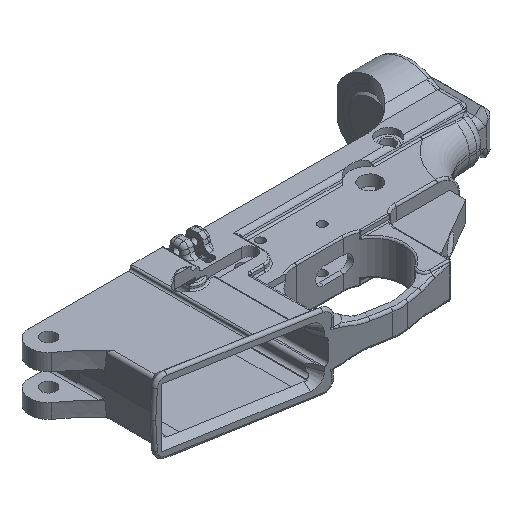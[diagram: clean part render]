
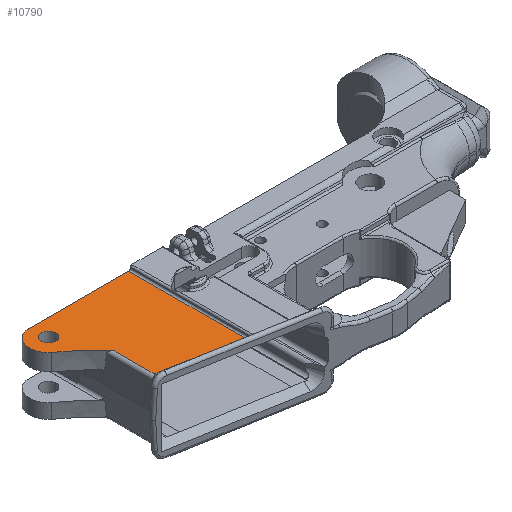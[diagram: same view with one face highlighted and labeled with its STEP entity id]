
A CAD part, isometric view. The second image highlights one B-rep face of the part: STEP entity #10790.
In plain terms, the highlighted planar face has unit normal (0, 0, 1).
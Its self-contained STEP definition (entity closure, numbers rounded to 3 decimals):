
#293=FACE_BOUND('',#2240,.T.);
#486=B_SPLINE_CURVE_WITH_KNOTS('',3,(#23247,#23248,#23249,#23250,#23251,
#23252),.UNSPECIFIED.,.F.,.F.,(4,2,4),(-0.114,-0.051,
0.),.UNSPECIFIED.);
#490=B_SPLINE_CURVE_WITH_KNOTS('',3,(#23320,#23321,#23322,#23323,#23324,
#23325,#23326,#23327,#23328,#23329,#23330,#23331,#23332,#23333,#23334,#23335,
#23336,#23337,#23338),.UNSPECIFIED.,.F.,.F.,(4,3,3,3,3,3,4),(0.,0.4,
0.801,0.926,1.327,1.728,1.859),
 .UNSPECIFIED.);
#994=PLANE('',#11904);
#1590=FACE_OUTER_BOUND('',#2239,.T.);
#2239=EDGE_LOOP('',(#9967,#9968,#9969,#9970,#9971,#9972,#9973,#9974,#9975,
#9976));
#2240=EDGE_LOOP('',(#9977));
#2359=LINE('',#15736,#3136);
#2918=LINE('',#23268,#3695);
#2919=LINE('',#23275,#3696);
#2924=LINE('',#23367,#3701);
#2981=LINE('',#24012,#3758);
#3040=LINE('',#24484,#3817);
#3136=VECTOR('',#12138,37.251);
#3695=VECTOR('',#14371,20.718);
#3696=VECTOR('',#14374,10.);
#3701=VECTOR('',#14387,10.);
#3758=VECTOR('',#14648,35.853);
#3817=VECTOR('',#14831,54.9);
#4282=CIRCLE('',#11738,3.5);
#4284=CIRCLE('',#11742,8.1);
#4340=CIRCLE('',#11905,7.5);
#4459=VERTEX_POINT('',#15733);
#4460=VERTEX_POINT('',#15735);
#5230=VERTEX_POINT('',#23244);
#5231=VERTEX_POINT('',#23246);
#5232=VERTEX_POINT('',#23264);
#5234=VERTEX_POINT('',#23270);
#5236=VERTEX_POINT('',#23279);
#5239=VERTEX_POINT('',#23319);
#5243=VERTEX_POINT('',#23364);
#5244=VERTEX_POINT('',#23366);
#5313=VERTEX_POINT('',#24010);
#5486=EDGE_CURVE('',#4459,#4460,#2359,.T.);
#6701=EDGE_CURVE('',#5230,#5231,#486,.T.);
#6705=EDGE_CURVE('',#5231,#5232,#2918,.T.);
#6707=EDGE_CURVE('',#5234,#5232,#2919,.T.);
#6710=EDGE_CURVE('',#5236,#5236,#4282,.T.);
#6713=EDGE_CURVE('',#5239,#5234,#490,.F.);
#6718=EDGE_CURVE('',#5243,#5244,#2924,.T.);
#6721=EDGE_CURVE('',#5243,#5239,#4284,.T.);
#6848=EDGE_CURVE('',#5313,#5230,#2981,.T.);
#6939=EDGE_CURVE('',#4460,#5313,#3040,.T.);
#6940=EDGE_CURVE('',#5244,#4459,#4340,.T.);
#9967=ORIENTED_EDGE('',*,*,#6940,.F.);
#9968=ORIENTED_EDGE('',*,*,#6718,.F.);
#9969=ORIENTED_EDGE('',*,*,#6721,.T.);
#9970=ORIENTED_EDGE('',*,*,#6713,.T.);
#9971=ORIENTED_EDGE('',*,*,#6707,.T.);
#9972=ORIENTED_EDGE('',*,*,#6705,.F.);
#9973=ORIENTED_EDGE('',*,*,#6701,.F.);
#9974=ORIENTED_EDGE('',*,*,#6848,.F.);
#9975=ORIENTED_EDGE('',*,*,#6939,.F.);
#9976=ORIENTED_EDGE('',*,*,#5486,.F.);
#9977=ORIENTED_EDGE('',*,*,#6710,.F.);
#10790=ADVANCED_FACE('',(#1590,#293),#994,.F.);
#11738=AXIS2_PLACEMENT_3D('',#23281,#14380,#14381);
#11742=AXIS2_PLACEMENT_3D('',#23371,#14393,#14394);
#11904=AXIS2_PLACEMENT_3D('',#24485,#14832,#14833);
#11905=AXIS2_PLACEMENT_3D('',#24486,#14834,#14835);
#12138=DIRECTION('',(1.,0.,0.));
#14371=DIRECTION('',(0.,1.,0.));
#14374=DIRECTION('',(0.574,-0.819,0.));
#14380=DIRECTION('center_axis',(0.,0.,
1.));
#14381=DIRECTION('ref_axis',(1.,0.,0.));
#14387=DIRECTION('',(0.,1.,0.));
#14393=DIRECTION('center_axis',(0.,0.,
1.));
#14394=DIRECTION('ref_axis',(1.,0.,0.));
#14648=DIRECTION('',(-0.985,0.174,0.));
#14831=DIRECTION('',(0.,-1.,0.));
#14832=DIRECTION('center_axis',(0.,0.,
-1.));
#14833=DIRECTION('ref_axis',(0.,-1.,0.));
#14834=DIRECTION('center_axis',(0.,0.,
-1.));
#14835=DIRECTION('ref_axis',(-0.707,0.707,0.));
#15733=CARTESIAN_POINT('',(396.744,168.033,28.017));
#15735=CARTESIAN_POINT('',(444.425,168.033,28.017));
#15736=CARTESIAN_POINT('',(407.173,168.033,28.017));
#23244=CARTESIAN_POINT('',(409.116,119.359,28.017));
#23246=CARTESIAN_POINT('',(408.113,119.207,28.017));
#23247=CARTESIAN_POINT('Ctrl Pts',(409.116,119.359,28.017));
#23248=CARTESIAN_POINT('Ctrl Pts',(408.978,119.383,28.017));
#23249=CARTESIAN_POINT('Ctrl Pts',(408.811,119.39,28.017));
#23250=CARTESIAN_POINT('Ctrl Pts',(408.437,119.324,28.017));
#23251=CARTESIAN_POINT('Ctrl Pts',(408.271,119.271,28.017));
#23252=CARTESIAN_POINT('Ctrl Pts',(408.113,119.207,28.017));
#23264=CARTESIAN_POINT('',(408.113,138.597,28.017));
#23268=CARTESIAN_POINT('',(408.113,119.207,28.017));
#23270=CARTESIAN_POINT('',(406.667,140.662,28.017));
#23275=CARTESIAN_POINT('',(412.142,132.844,28.017));
#23279=CARTESIAN_POINT('',(394.71,159.933,28.017));
#23281=CARTESIAN_POINT('Origin',(398.21,159.933,28.017));
#23319=CARTESIAN_POINT('',(392.656,152.827,28.017));
#23320=CARTESIAN_POINT('Ctrl Pts',(406.667,140.662,28.017));
#23321=CARTESIAN_POINT('Ctrl Pts',(405.751,141.63,28.017));
#23322=CARTESIAN_POINT('Ctrl Pts',(404.815,142.578,28.017));
#23323=CARTESIAN_POINT('Ctrl Pts',(403.859,143.506,28.017));
#23324=CARTESIAN_POINT('Ctrl Pts',(402.9,144.438,28.017));
#23325=CARTESIAN_POINT('Ctrl Pts',(401.922,145.349,28.017));
#23326=CARTESIAN_POINT('Ctrl Pts',(400.924,146.239,28.017));
#23327=CARTESIAN_POINT('Ctrl Pts',(400.612,146.517,28.017));
#23328=CARTESIAN_POINT('Ctrl Pts',(400.298,146.794,28.017));
#23329=CARTESIAN_POINT('Ctrl Pts',(399.982,147.068,28.017));
#23330=CARTESIAN_POINT('Ctrl Pts',(398.974,147.944,28.017));
#23331=CARTESIAN_POINT('Ctrl Pts',(397.948,148.798,28.017));
#23332=CARTESIAN_POINT('Ctrl Pts',(396.904,149.63,28.017));
#23333=CARTESIAN_POINT('Ctrl Pts',(395.86,150.463,28.017));
#23334=CARTESIAN_POINT('Ctrl Pts',(394.799,151.274,28.017));
#23335=CARTESIAN_POINT('Ctrl Pts',(393.72,152.061,28.017));
#23336=CARTESIAN_POINT('Ctrl Pts',(393.367,152.319,28.017));
#23337=CARTESIAN_POINT('Ctrl Pts',(393.013,152.574,28.017));
#23338=CARTESIAN_POINT('Ctrl Pts',(392.656,152.827,28.017));
#23364=CARTESIAN_POINT('',(389.244,159.433,28.017));
#23366=CARTESIAN_POINT('',(389.244,160.533,28.017));
#23367=CARTESIAN_POINT('',(389.244,159.433,28.017));
#23371=CARTESIAN_POINT('Origin',(397.344,159.433,28.017));
#24010=CARTESIAN_POINT('',(444.425,113.133,28.017));
#24012=CARTESIAN_POINT('',(444.425,113.133,28.017));
#24484=CARTESIAN_POINT('',(444.425,168.033,28.017));
#24485=CARTESIAN_POINT('Origin',(419.723,112.804,28.017));
#24486=CARTESIAN_POINT('Origin',(396.744,160.533,28.017));
